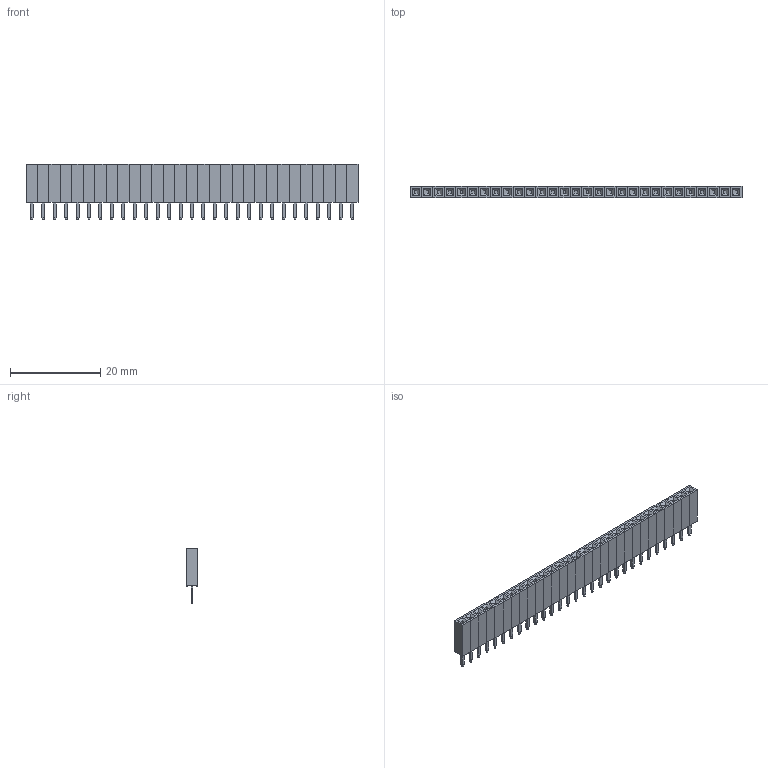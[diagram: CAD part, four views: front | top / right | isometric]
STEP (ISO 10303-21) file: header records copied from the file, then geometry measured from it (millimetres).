
FILE_DESCRIPTION(('STEP AP214'), '1');
FILE_NAME('SNP346-29RP21-1.stp', '2019-04-03T11:13:49', ('UNSPECIFIED'), ('UNSPECIFIED'), 'ASCON STEP Converter 1.3', 'ASCON Math Kernel', '');
FILE_SCHEMA(('AUTOMOTIVE_DESIGN { 1 0 10303 214 3 1 1}'));
Length unit declared in the file: millimetre
Assembly tree (29 placements, depth 2):
  (unnamed)
    (unnamed)  x29
Bounding box: 73.66 x 2.5 x 12.4 mm (x, y, z)
Volume: 1506.9 mm3; surface area: 3457.4 mm2
Topology: 29 solids, 29 shells, 783 faces, 1827 edges, 1160 vertices
Faces by surface type: plane 754, cylinder 29
Full cylindrical faces by diameter (mm): 0.42 x29
Entity records: 1758 total; most frequent: DIRECTION 180, CARTESIAN_POINT 159, ORIENTED_EDGE 124, DATE_AND_TIME 62, CALENDAR_DATE 62, LOCAL_TIME 62, COORDINATED_UNIVERSAL_TIME_OFFSET 62, EDGE_CURVE 62
